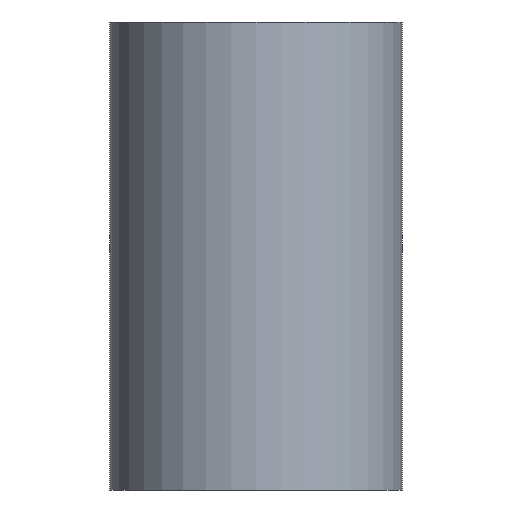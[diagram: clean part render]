
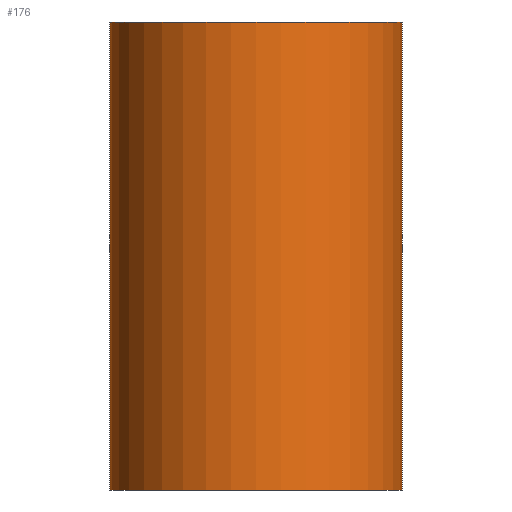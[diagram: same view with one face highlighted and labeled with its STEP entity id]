
A CAD part, front view. The second image highlights one B-rep face of the part: STEP entity #176.
In plain terms, the highlighted cylindrical face has radius 2.5 mm (diameter 5 mm), a partial arc.
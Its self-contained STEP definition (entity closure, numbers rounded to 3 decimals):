
#12 = EDGE_CURVE ( 'NONE', #141, #153, #253, .T. ) ;
#16 = EDGE_CURVE ( 'NONE', #140, #136, #215, .T. ) ;
#19 = EDGE_CURVE ( 'NONE', #153, #136, #257, .T. ) ;
#24 = AXIS2_PLACEMENT_3D ( 'NONE', #149, #128, #162 ) ;
#25 = EDGE_CURVE ( 'NONE', #141, #140, #258, .T. ) ;
#33 = AXIS2_PLACEMENT_3D ( 'NONE', #160, #148, #130 ) ;
#42 = AXIS2_PLACEMENT_3D ( 'NONE', #92, #110, #88 ) ;
#88 = DIRECTION ( 'NONE',  ( -1., 0., 0. ) ) ;
#89 = CARTESIAN_POINT ( 'NONE',  ( -2.5, 0., 0. ) ) ;
#90 = CARTESIAN_POINT ( 'NONE',  ( 2.5, 0., 8. ) ) ;
#92 = CARTESIAN_POINT ( 'NONE',  ( 0., 0., 8. ) ) ;
#107 = CARTESIAN_POINT ( 'NONE',  ( -2.5, 0., 8. ) ) ;
#110 = DIRECTION ( 'NONE',  ( 0., 0., -1. ) ) ;
#126 = DIRECTION ( 'NONE',  ( 0., 0., -1. ) ) ;
#128 = DIRECTION ( 'NONE',  ( 0., 0., 1. ) ) ;
#130 = DIRECTION ( 'NONE',  ( 1., 0., 0. ) ) ;
#136 = VERTEX_POINT ( 'NONE', #171 ) ;
#140 = VERTEX_POINT ( 'NONE', #89 ) ;
#141 = VERTEX_POINT ( 'NONE', #107 ) ;
#148 = DIRECTION ( 'NONE',  ( 0., 0., 1. ) ) ;
#149 = CARTESIAN_POINT ( 'NONE',  ( 0., 0., 8. ) ) ;
#150 = CARTESIAN_POINT ( 'NONE',  ( 2.5, 0., 8. ) ) ;
#153 = VERTEX_POINT ( 'NONE', #90 ) ;
#155 = CARTESIAN_POINT ( 'NONE',  ( -2.5, 0., 8. ) ) ;
#160 = CARTESIAN_POINT ( 'NONE',  ( 0., 0., 0. ) ) ;
#162 = DIRECTION ( 'NONE',  ( 1., 0., 0. ) ) ;
#163 = DIRECTION ( 'NONE',  ( 0., 0., -1. ) ) ;
#171 = CARTESIAN_POINT ( 'NONE',  ( 2.5, 0., 0. ) ) ;
#176 = ADVANCED_FACE ( 'NONE', ( #235 ), #247, .T. ) ;
#190 = ORIENTED_EDGE ( 'NONE', *, *, #19, .F. ) ;
#192 = ORIENTED_EDGE ( 'NONE', *, *, #12, .F. ) ;
#193 = EDGE_LOOP ( 'NONE', ( #190, #192, #263, #224 ) ) ;
#215 = CIRCLE ( 'NONE', #33, 2.5 ) ;
#224 = ORIENTED_EDGE ( 'NONE', *, *, #16, .T. ) ;
#235 = FACE_OUTER_BOUND ( 'NONE', #193, .T. ) ;
#247 = CYLINDRICAL_SURFACE ( 'NONE', #42, 2.5 ) ;
#253 = CIRCLE ( 'NONE', #24, 2.5 ) ;
#257 = LINE ( 'NONE', #150, #259 ) ;
#258 = LINE ( 'NONE', #155, #275 ) ;
#259 = VECTOR ( 'NONE', #163, 1000. ) ;
#263 = ORIENTED_EDGE ( 'NONE', *, *, #25, .T. ) ;
#275 = VECTOR ( 'NONE', #126, 1000. ) ;
